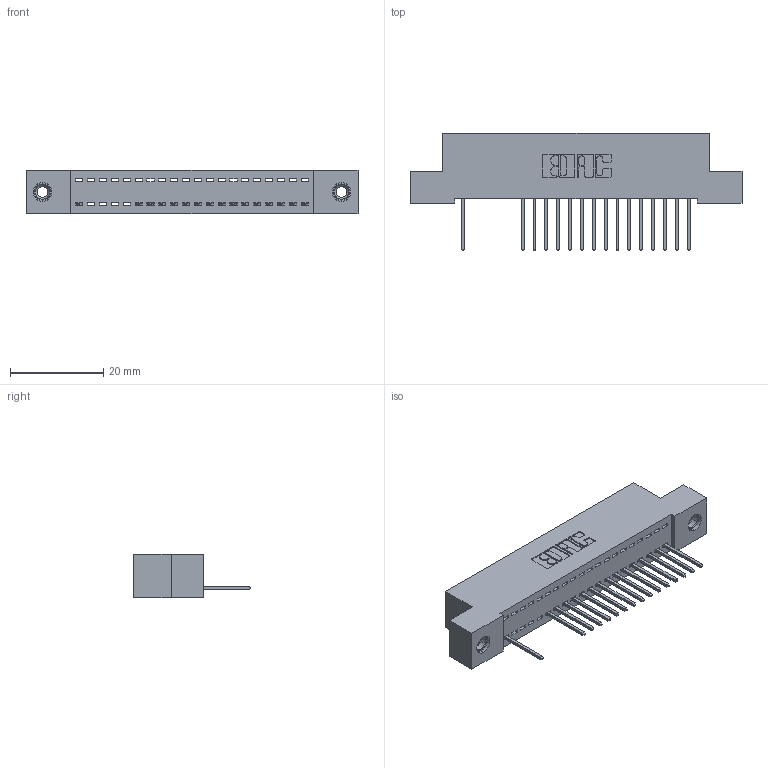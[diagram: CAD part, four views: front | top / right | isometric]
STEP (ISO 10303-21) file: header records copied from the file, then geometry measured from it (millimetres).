
FILE_DESCRIPTION (( 'STEP AP203' ), '1' );
FILE_NAME ('392-020-523-108.STEP', '2018-08-15T06:10:15', ( '' ), ( '' ), 'SwSTEP 2.0', 'SolidWorks 2016', '' );
FILE_SCHEMA (( 'CONFIG_CONTROL_DESIGN' ));
Length unit declared in the file: inch
Products named in the file (4): 345-292-001_345-293-123; 345-250-001_345-250-003-102; 392-020-523-108; 342 Part_TI
Assembly tree (19 placements, depth 2):
  392-020-523-108
    342 Part_TI
    345-292-001_345-293-123  x16
    345-250-001_345-250-003-102  x2
Bounding box: 71.12 x 25.15 x 9.4 mm (x, y, z)
Volume: 6097.2 mm3; surface area: 8338.6 mm2
Topology: 19 solids, 19 shells, 1146 faces, 3419 edges, 2250 vertices
Faces by surface type: plane 818, cylinder 312, cone 12, torus 4
Entity records: 16016 total; most frequent: CARTESIAN_POINT 2765, ORIENTED_EDGE 2718, DIRECTION 2405, EDGE_CURVE 1359, LINE 1211, VECTOR 1211, VERTEX_POINT 900, AXIS2_PLACEMENT_3D 597
